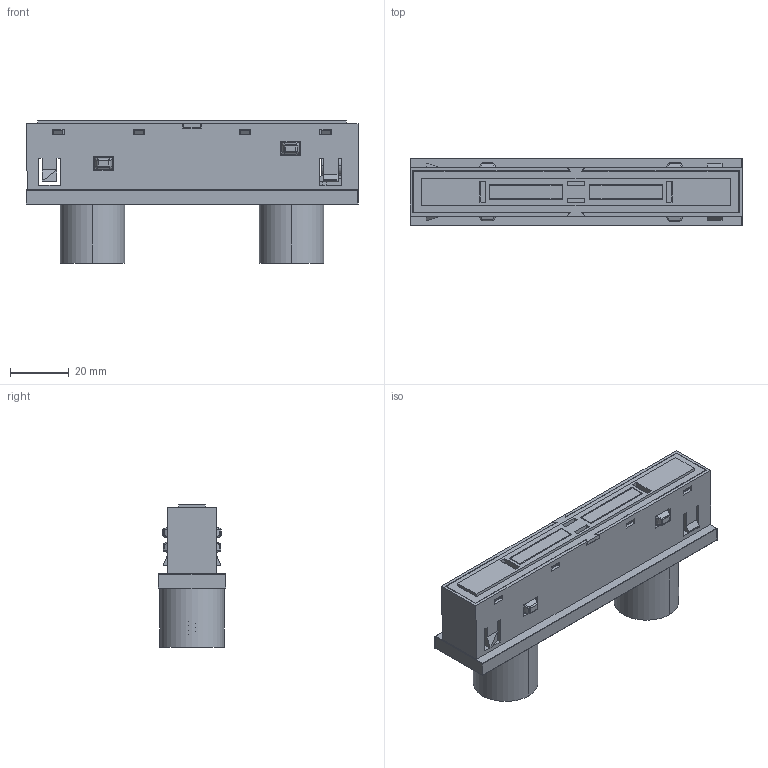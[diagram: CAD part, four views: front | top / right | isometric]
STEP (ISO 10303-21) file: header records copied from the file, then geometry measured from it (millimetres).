
FILE_DESCRIPTION (( 'STEP AP203' ), '1' );
FILE_NAME ('205-2.STEP', '2022-06-10T07:13:32', ( 'ylmfeng' ), ( 'ylmfeng.com' ), 'SwSTEP 2.0', 'SolidWorks 2017', '' );
FILE_SCHEMA (( 'CONFIG_CONTROL_DESIGN' ));
Length unit declared in the file: millimetre
Products named in the file (21): 傻遴萇埭碟奻裔-12; 絳萇肣え-A; 芵噩郪磁极LL01CR-HQ; 棠沺郪璃; 棠沺遺; 絳萇肣え-B; M2.5X8沉头十字螺丝(头径￠4); 棠沺裔啣; 3535嫖埭臏價啣; oval head_am_B18.6.7M - M3 x 0.5 x 6 Type I Cross Recessed OHMS --6C; LL01CR-HQ30L06-NC; H40W-LL01CRCY30H2; 25X5X2棠沺; 腑芠  rev-c; 205-2; ヶ遠 -rev-C; 萇埭碟偌瑩-12; 磁吸驱动-声普; ｶﾌｿ鋙釀ｴｺﾐ ﾗｰﾅ莽ｼ; 傻遴萇埭碟狟裔-12; 拻踢璃003
Assembly tree (30 placements, depth 4):
  205-2
    拻踢璃003
    3535嫖埭臏價啣  x2
    ｶﾌｿ鋙釀ｴｺﾐ ﾗｰﾅ莽ｼ
      傻遴萇埭碟狟裔-12
      絳萇肣え-A  x2
      絳萇肣え-B  x2
      傻遴萇埭碟奻裔-12
      棠沺郪璃  x2
        棠沺遺
        25X5X2棠沺
      萇埭碟偌瑩-12
      磁吸驱动-声普
      棠沺裔啣
    M2.5X8沉头十字螺丝(头径￠4)  x3
    腑芠  rev-c  x2
    芵噩郪磁极LL01CR-HQ  x2
      H40W-LL01CRCY30H2
      LL01CR-HQ30L06-NC
    ヶ遠 -rev-C  x2
    oval head_am_B18.6.7M - M3 x 0.5 x 6 Type I Cross Recessed OHMS --6C  x2
Bounding box: 113 x 23 x 48.5 mm (x, y, z)
Volume: 36807.7 mm3; surface area: 53078.3 mm2
Topology: 29 solids, 29 shells, 1982 faces, 5135 edges, 3241 vertices
Faces by surface type: plane 1173, cylinder 455, bspline 256, cone 52, torus 30, sphere 16
Entity records: 53253 total; most frequent: CARTESIAN_POINT 14830, ORIENTED_EDGE 7800, DIRECTION 6839, EDGE_CURVE 3900, VECTOR 2953, LINE 2953, VERTEX_POINT 2503, AXIS2_PLACEMENT_3D 1943
